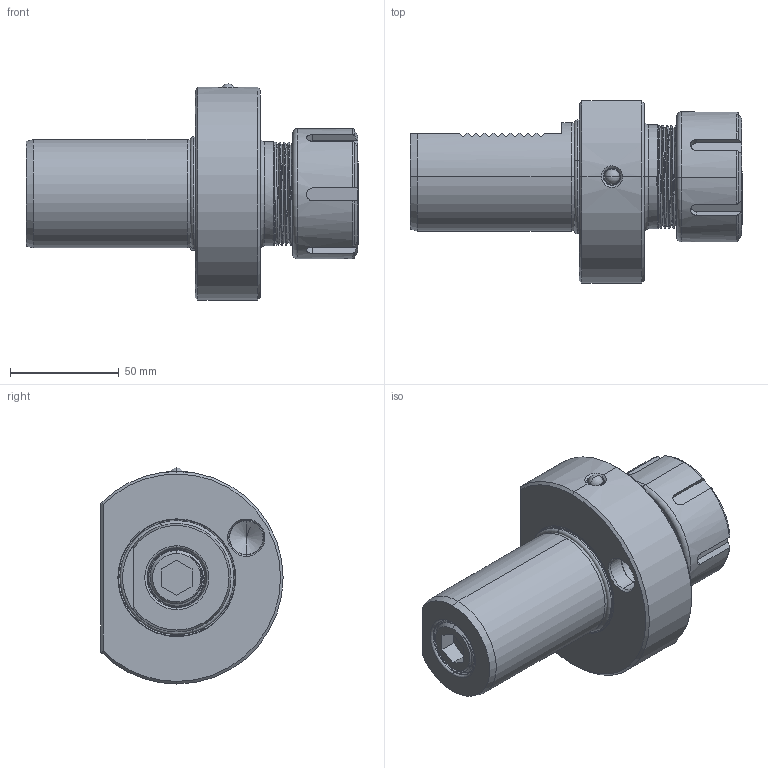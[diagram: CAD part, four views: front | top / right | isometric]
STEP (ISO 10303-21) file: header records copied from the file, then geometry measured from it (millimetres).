
FILE_DESCRIPTION (( 'STEP AP203' ), '1' );
FILE_NAME ('509.01.25.STEP', '2016-11-26T07:14:07', ( '' ), ( '' ), 'SwSTEP 2.0', 'SolidWorks 2012', '' );
FILE_SCHEMA (( 'CONFIG_CONTROL_DESIGN' ));
Length unit declared in the file: millimetre
Products named in the file (11): 509.01.25; OZ螺帽螺絲 M5; OZ25002PD; OZ25Y1; OZ25#200 3.96MM鋼珠; O型環48.7; OZ25001PD; 管螺文螺絲; 8止水鉚珠; VDI50       OZ25; 管螺文螺絲3分之4
Assembly tree (44 placements, depth 3):
  509.01.25
    VDI50       OZ25
    管螺文螺絲3分之4
    O型環48.7
    管螺文螺絲
    8止水鉚珠
    OZ25Y1
      OZ25001PD
      OZ25002PD
      OZ螺帽螺絲 M5
      OZ25#200 3.96MM鋼珠  x35
Bounding box: 153 x 84 x 99.6 mm (x, y, z)
Volume: 378177.9 mm3; surface area: 81794.9 mm2
Topology: 44 solids, 44 shells, 635 faces, 1707 edges, 1087 vertices
Faces by surface type: cone 206, cylinder 157, plane 103, sphere 72, torus 49, bspline 48
Entity records: 61381 total; most frequent: CARTESIAN_POINT 46671, ORIENTED_EDGE 2910, DIRECTION 2333, EDGE_CURVE 1455, AXIS2_PLACEMENT_3D 915, VERTEX_POINT 911, EDGE_LOOP 586, FACE_OUTER_BOUND 567
